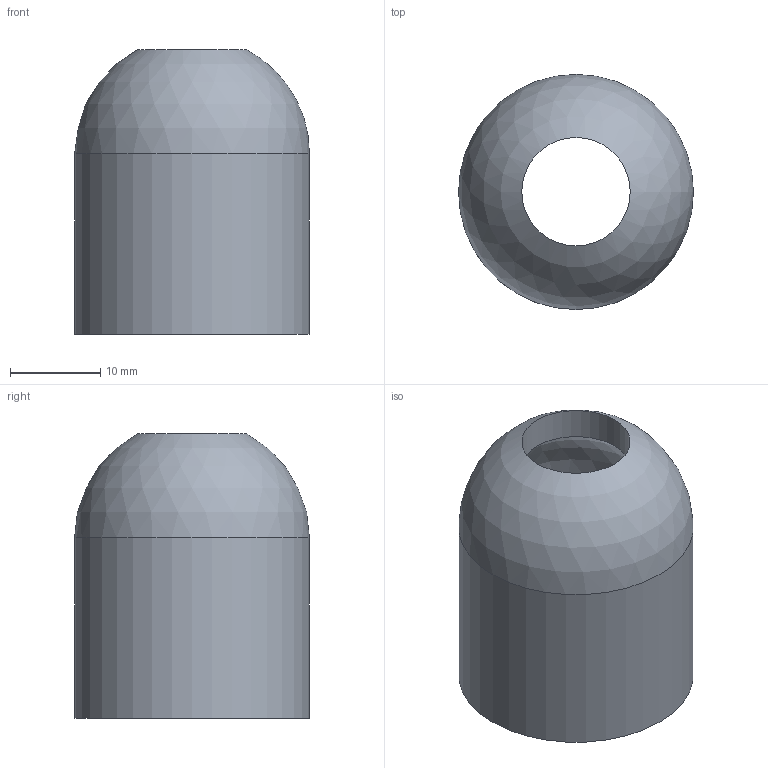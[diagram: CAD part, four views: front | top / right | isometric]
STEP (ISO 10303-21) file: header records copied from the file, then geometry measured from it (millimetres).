
FILE_DESCRIPTION(('FreeCAD Model'),'2;1');
FILE_NAME('Open CASCADE Shape Model','2025-11-22T15:44:00',(''),(''), 'Open CASCADE STEP processor 7.6','FreeCAD','Unknown');
FILE_SCHEMA(('AUTOMOTIVE_DESIGN { 1 0 10303 214 1 1 1 1 }'));
Length unit declared in the file: millimetre
Products named in the file (1): Cap
Bounding box: 26 x 26 x 31.53 mm (x, y, z)
Volume: 6520.4 mm3; surface area: 4701.4 mm2
Topology: 1 solids, 1 shells, 7 faces, 13 edges, 7 vertices
Faces by surface type: cylinder 3, sphere 2, torus 1, plane 1
Full cylindrical faces by diameter (mm): 12 x1, 20 x1, 26 x1
Entity records: 375 total; most frequent: DIRECTION 64, CARTESIAN_POINT 60, LINE 27, VECTOR 27, ORIENTED_EDGE 26, PCURVE 26, DEFINITIONAL_REPRESENTATION 26, AXIS2_PLACEMENT_3D 18
